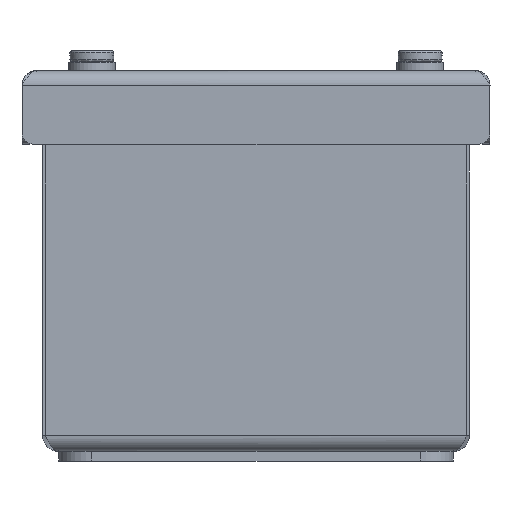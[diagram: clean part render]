
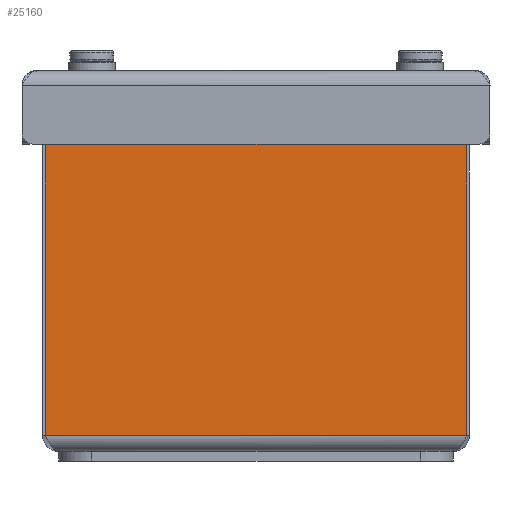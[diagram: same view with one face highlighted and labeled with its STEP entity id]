
A CAD part, left-side view. The second image highlights one B-rep face of the part: STEP entity #25160.
In plain terms, the highlighted planar face has unit normal (1, 0, 0).
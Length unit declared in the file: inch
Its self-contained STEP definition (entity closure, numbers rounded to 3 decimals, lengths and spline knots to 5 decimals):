
#724 = EDGE_CURVE ( 'NONE', #1300, #6643, #5089, .T. ) ;
#837 = EDGE_CURVE ( 'NONE', #17987, #13902, #6388, .T. ) ;
#1069 = CARTESIAN_POINT ( 'NONE',  ( 0., 0.78125, 2.676 ) ) ;
#1300 = VERTEX_POINT ( 'NONE', #24901 ) ;
#1352 = LINE ( 'NONE', #5929, #23268 ) ;
#1464 = VERTEX_POINT ( 'NONE', #10268 ) ;
#2568 = EDGE_LOOP ( 'NONE', ( #14034, #15844, #5624, #3551, #15462, #16816, #6545, #7342, #21145, #16798 ) ) ;
#3088 = DIRECTION ( 'NONE',  ( 0., 0., 1. ) ) ;
#3551 = ORIENTED_EDGE ( 'NONE', *, *, #27393, .F. ) ;
#3684 = LINE ( 'NONE', #5631, #18148 ) ;
#3872 = EDGE_CURVE ( 'NONE', #1464, #28960, #1352, .T. ) ;
#3925 = EDGE_CURVE ( 'NONE', #6643, #7172, #12433, .T. ) ;
#4133 = DIRECTION ( 'NONE',  ( -1., 0., 0. ) ) ;
#4184 = CARTESIAN_POINT ( 'NONE',  ( 0., 0.022, 2.668 ) ) ;
#5089 = LINE ( 'NONE', #23701, #16048 ) ;
#5624 = ORIENTED_EDGE ( 'NONE', *, *, #724, .F. ) ;
#5631 = CARTESIAN_POINT ( 'NONE',  ( 0., 0.78125, 0. ) ) ;
#5915 = DIRECTION ( 'NONE',  ( 0., 0., -1. ) ) ;
#5929 = CARTESIAN_POINT ( 'NONE',  ( 0., 3.228, 0. ) ) ;
#6135 = VECTOR ( 'NONE', #17051, 39.37008 ) ;
#6252 = VECTOR ( 'NONE', #16357, 39.37008 ) ;
#6342 = CIRCLE ( 'NONE', #21469, 0.008 ) ;
#6349 = FACE_OUTER_BOUND ( 'NONE', #2568, .T. ) ;
#6388 = LINE ( 'NONE', #8036, #6135 ) ;
#6429 = CARTESIAN_POINT ( 'NONE',  ( 0., 3.228, 0.12 ) ) ;
#6545 = ORIENTED_EDGE ( 'NONE', *, *, #12364, .F. ) ;
#6591 = DIRECTION ( 'NONE',  ( 0., 0., -1. ) ) ;
#6643 = VERTEX_POINT ( 'NONE', #22517 ) ;
#7172 = VERTEX_POINT ( 'NONE', #9691 ) ;
#7342 = ORIENTED_EDGE ( 'NONE', *, *, #27195, .T. ) ;
#7896 = VERTEX_POINT ( 'NONE', #4184 ) ;
#8036 = CARTESIAN_POINT ( 'NONE',  ( 0., 3.25, 2.676 ) ) ;
#8427 = DIRECTION ( 'NONE',  ( 0., 0., 1. ) ) ;
#9007 = CARTESIAN_POINT ( 'NONE',  ( 0., 3.22, 2.668 ) ) ;
#9691 = CARTESIAN_POINT ( 'NONE',  ( 0., 2.46875, 2.676 ) ) ;
#9734 = LINE ( 'NONE', #16838, #26318 ) ;
#10268 = CARTESIAN_POINT ( 'NONE',  ( 0., 3.228, 2.668 ) ) ;
#10412 = CARTESIAN_POINT ( 'NONE',  ( 0., 0.03, 2.676 ) ) ;
#10593 = VECTOR ( 'NONE', #14343, 39.37008 ) ;
#11382 = DIRECTION ( 'NONE',  ( 0., 0., -1. ) ) ;
#11687 = VECTOR ( 'NONE', #13952, 39.37008 ) ;
#12364 = EDGE_CURVE ( 'NONE', #20078, #7896, #9734, .T. ) ;
#12433 = LINE ( 'NONE', #21443, #6252 ) ;
#12595 = EDGE_CURVE ( 'NONE', #7172, #28788, #27986, .T. ) ;
#13902 = VERTEX_POINT ( 'NONE', #1069 ) ;
#13952 = DIRECTION ( 'NONE',  ( 0., 1., 0. ) ) ;
#14034 = ORIENTED_EDGE ( 'NONE', *, *, #12595, .F. ) ;
#14343 = DIRECTION ( 'NONE',  ( 0., 1., 0. ) ) ;
#15353 = CARTESIAN_POINT ( 'NONE',  ( 0., 0.022, 0.12 ) ) ;
#15462 = ORIENTED_EDGE ( 'NONE', *, *, #837, .F. ) ;
#15844 = ORIENTED_EDGE ( 'NONE', *, *, #3925, .F. ) ;
#15960 = CARTESIAN_POINT ( 'NONE',  ( 0., 3.22, 2.676 ) ) ;
#16048 = VECTOR ( 'NONE', #19137, 39.37008 ) ;
#16357 = DIRECTION ( 'NONE',  ( 0., 0., 1. ) ) ;
#16798 = ORIENTED_EDGE ( 'NONE', *, *, #27028, .T. ) ;
#16816 = ORIENTED_EDGE ( 'NONE', *, *, #19398, .T. ) ;
#16838 = CARTESIAN_POINT ( 'NONE',  ( 0., 0.022, 0. ) ) ;
#17051 = DIRECTION ( 'NONE',  ( 0., 1., 0. ) ) ;
#17987 = VERTEX_POINT ( 'NONE', #10412 ) ;
#18148 = VECTOR ( 'NONE', #5915, 39.37008 ) ;
#18188 = DIRECTION ( 'NONE',  ( 1., 0., 0. ) ) ;
#19137 = DIRECTION ( 'NONE',  ( 0., 1., 0. ) ) ;
#19398 = EDGE_CURVE ( 'NONE', #17987, #7896, #23432, .T. ) ;
#20078 = VERTEX_POINT ( 'NONE', #15353 ) ;
#20582 = AXIS2_PLACEMENT_3D ( 'NONE', #27240, #26921, #22508 ) ;
#20595 = CARTESIAN_POINT ( 'NONE',  ( 0., 3.25, 2.676 ) ) ;
#20827 = LINE ( 'NONE', #27639, #10593 ) ;
#21145 = ORIENTED_EDGE ( 'NONE', *, *, #3872, .F. ) ;
#21443 = CARTESIAN_POINT ( 'NONE',  ( 0., 2.46875, 0. ) ) ;
#21469 = AXIS2_PLACEMENT_3D ( 'NONE', #9007, #18188, #11382 ) ;
#22508 = DIRECTION ( 'NONE',  ( 0., 0., 1. ) ) ;
#22517 = CARTESIAN_POINT ( 'NONE',  ( 0., 2.46875, 2.638 ) ) ;
#23268 = VECTOR ( 'NONE', #6591, 39.37008 ) ;
#23280 = AXIS2_PLACEMENT_3D ( 'NONE', #28673, #4133, #8427 ) ;
#23432 = CIRCLE ( 'NONE', #20582, 0.008 ) ;
#23701 = CARTESIAN_POINT ( 'NONE',  ( 0., 3.25, 2.638 ) ) ;
#24901 = CARTESIAN_POINT ( 'NONE',  ( 0., 0.78125, 2.638 ) ) ;
#25160 = ADVANCED_FACE ( 'NONE', ( #6349 ), #26873, .F. ) ;
#26318 = VECTOR ( 'NONE', #3088, 39.37008 ) ;
#26873 = PLANE ( 'NONE',  #23280 ) ;
#26921 = DIRECTION ( 'NONE',  ( 1., 0., 0. ) ) ;
#27028 = EDGE_CURVE ( 'NONE', #1464, #28788, #6342, .T. ) ;
#27195 = EDGE_CURVE ( 'NONE', #20078, #28960, #20827, .T. ) ;
#27240 = CARTESIAN_POINT ( 'NONE',  ( 0., 0.03, 2.668 ) ) ;
#27393 = EDGE_CURVE ( 'NONE', #13902, #1300, #3684, .T. ) ;
#27639 = CARTESIAN_POINT ( 'NONE',  ( 0., 3.25, 0.12 ) ) ;
#27986 = LINE ( 'NONE', #20595, #11687 ) ;
#28673 = CARTESIAN_POINT ( 'NONE',  ( 0., 3.25, 0. ) ) ;
#28788 = VERTEX_POINT ( 'NONE', #15960 ) ;
#28960 = VERTEX_POINT ( 'NONE', #6429 ) ;
